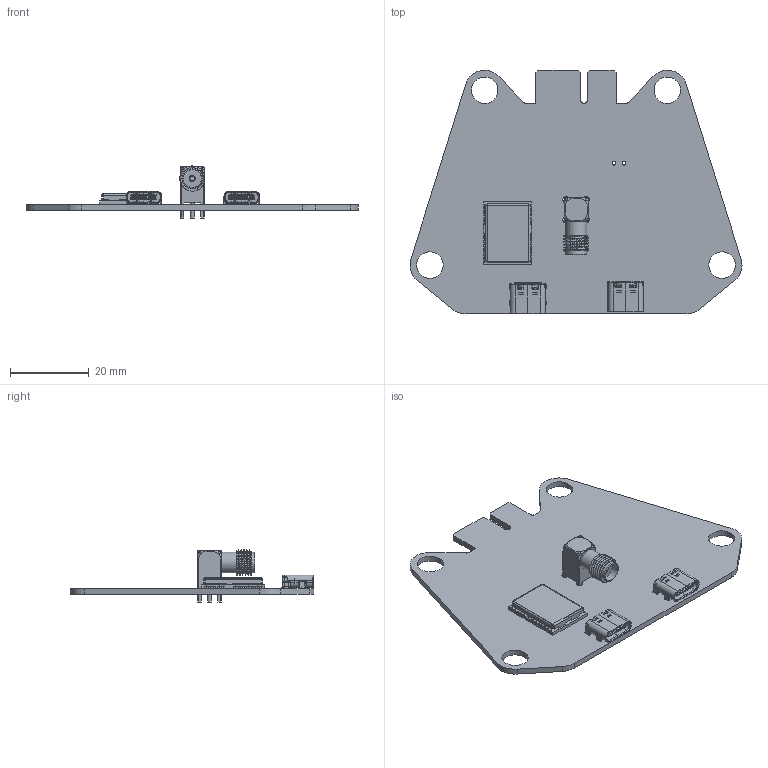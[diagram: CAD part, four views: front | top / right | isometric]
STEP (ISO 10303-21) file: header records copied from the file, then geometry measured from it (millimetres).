
FILE_DESCRIPTION(('KiCad electronic assembly'),'2;1');
FILE_NAME('board.step','2025-05-05T02:06:53',('Pcbnew'),('Kicad'), 'Open CASCADE STEP processor 7.6','KiCad to STEP converter','Unknown' );
FILE_SCHEMA(('AUTOMOTIVE_DESIGN { 1 0 10303 214 1 1 1 1 }'));
Length unit declared in the file: millimetre
Products named in the file (9): board 1; USB_C_Receptacle_GCT_USB4105-xx-A_16P_TopMnt_Horizontal; NEO-M9N-00B; NEO-M9N_NEO-M9N; SMAthing; HH99-RF1-SMA-TH_BWSMA-KWE-Z001; COMPOUND; SOLID; gps_PCB
Assembly tree (9 placements, depth 4):
  board 1
    USB_C_Receptacle_GCT_USB4105-xx-A_16P_TopMnt_Horizontal  x2
    NEO-M9N-00B
      NEO-M9N_NEO-M9N
    SMAthing
      HH99-RF1-SMA-TH_BWSMA-KWE-Z001
        COMPOUND
      SOLID
    gps_PCB
Bounding box: 84.09 x 61.73 x 13.18 mm (x, y, z)
Volume: 7038.8 mm3; surface area: 11388.7 mm2
Topology: 116 solids, 116 shells, 2156 faces, 5416 edges, 3485 vertices
Faces by surface type: plane 1585, cylinder 430, bspline 124, cone 16, torus 1
Full cylindrical faces by diameter (mm): 0.5 x4, 0.6 x4, 0.9 x1, 1 x2, 1.2 x2, 1.3 x1, 1.6 x5, 4 x1, 4.567 x1, 5.2 x1, 5.3 x1, 5.586 x4, 6.35 x4, 6.7 x4
Entity records: 48241 total; most frequent: CARTESIAN_POINT 12035, ORIENTED_EDGE 7632, DIRECTION 7010, EDGE_CURVE 3816, LINE 2938, VECTOR 2938, VERTEX_POINT 2469, AXIS2_PLACEMENT_3D 2036
